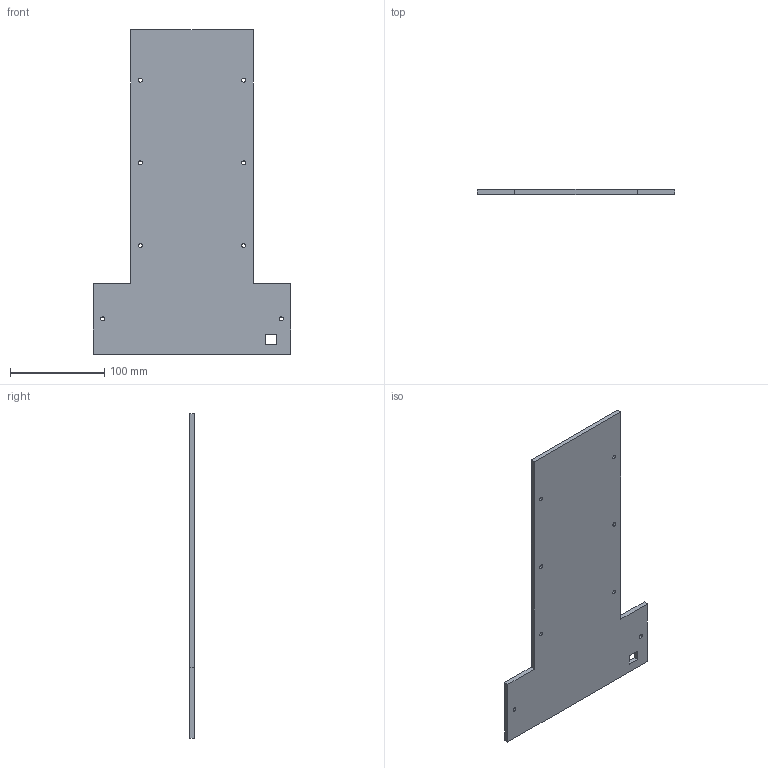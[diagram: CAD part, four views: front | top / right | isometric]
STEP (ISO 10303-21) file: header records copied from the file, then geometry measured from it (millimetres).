
FILE_DESCRIPTION(/* description */ ('STEP AP214'),/* implementation_level */ '2;1');
FILE_NAME(/* name */ '6876f84fcc95e74f1a4e5bf8',/* time_stamp */ '2025-07-16T00:54:39Z',/* author */ (''),/* organization */ (''),/* preprocessor_version */ 'ST-DEVELOPER v20',/* originating_system */ 'ONSHAPE BY PTC INC, 1.200',/* authorisation */ ' ');
FILE_SCHEMA (('AUTOMOTIVE_DESIGN {1 0 10303 214 3 1 1}'));
Length unit declared in the file: metre
Products named in the file (1): Tapa_trasera v19
Bounding box: 210 x 5 x 345 mm (x, y, z)
Volume: 253033.1 mm3; surface area: 107521.5 mm2
Topology: 1 solids, 1 shells, 22 faces, 60 edges, 40 vertices
Faces by surface type: plane 14, cylinder 8
Full cylindrical faces by diameter (mm): 4.2 x8
Entity records: 726 total; most frequent: CARTESIAN_POINT 115, DIRECTION 114, ORIENTED_EDGE 104, EDGE_CURVE 52, EDGE_LOOP 48, FACE_BOUND 48, VERTEX_POINT 40, AXIS2_PLACEMENT_3D 39
